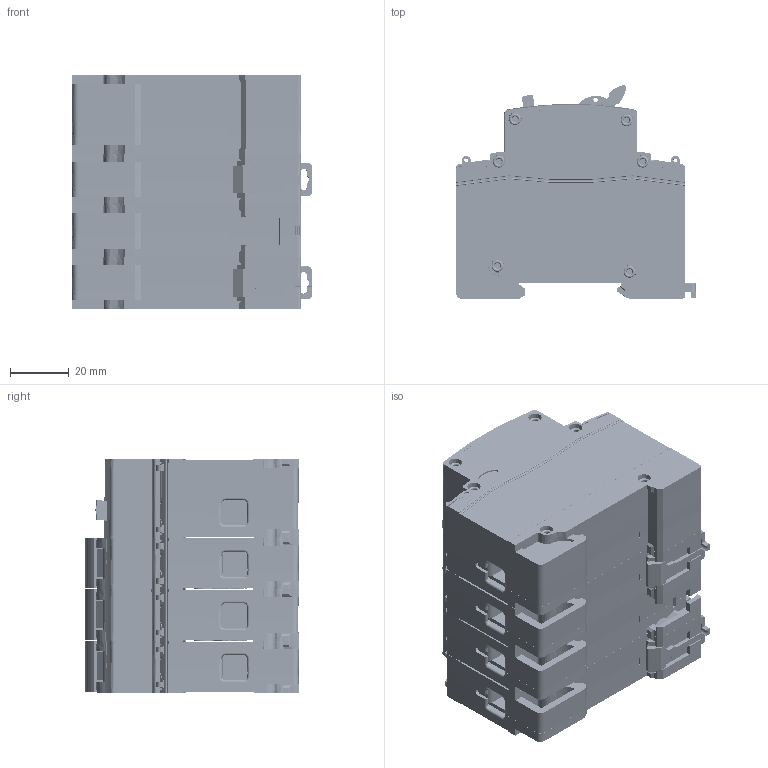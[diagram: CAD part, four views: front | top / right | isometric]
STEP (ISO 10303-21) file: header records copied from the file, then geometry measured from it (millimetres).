
FILE_DESCRIPTION (( 'STEP AP203' ), '1' );
FILE_NAME ('Äèôô. àâòîìàò ÀÄ-32 3P+N 16À-100ìÀ EKF PROxima (DA32-16-100-4P-pro).STEP', '2022-11-23T05:58:23', ( '' ), ( '' ), 'SwSTEP 2.0', 'SolidWorks 2021', '' );
FILE_SCHEMA (( 'CONFIG_CONTROL_DESIGN' ));
Products named in the file (1): Äèôô. àâòîìàò ÀÄ-32 3P+N 16À-100ìÀ EKF PROxima (DA32-16-100-4P-pro)
Bounding box: 81.74 x 72.7 x 79.4 mm (x, y, z)
Volume: 300983.2 mm3; surface area: 103872 mm2
Topology: 7 solids, 43 shells, 7443 faces, 20029 edges, 12796 vertices
Faces by surface type: plane 4357, cylinder 1147, cone 892, bspline 557, torus 382, sphere 108
Entity records: 250953 total; most frequent: CARTESIAN_POINT 67444, ORIENTED_EDGE 39906, DIRECTION 36222, EDGE_CURVE 19953, VERTEX_POINT 12780, VECTOR 12748, LINE 12748, AXIS2_PLACEMENT_3D 11737
